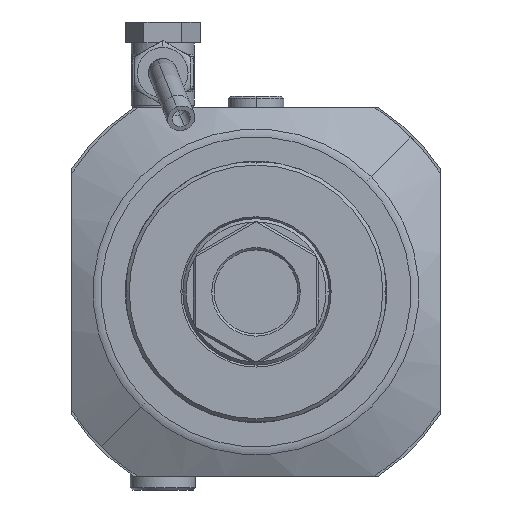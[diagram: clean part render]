
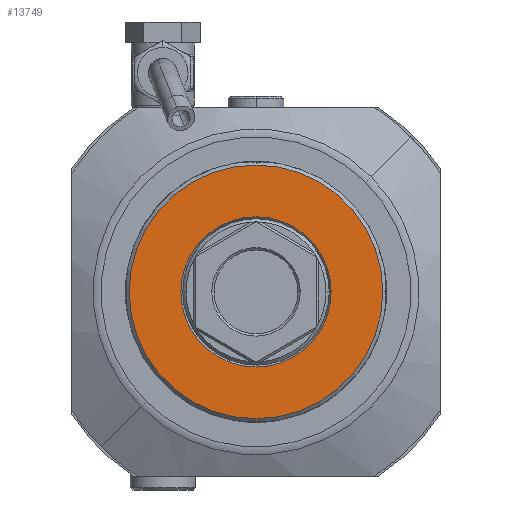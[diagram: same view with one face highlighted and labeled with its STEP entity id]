
A CAD part, left-side view. The second image highlights one B-rep face of the part: STEP entity #13749.
In plain terms, the highlighted planar face has unit normal (-1, 0, 0).
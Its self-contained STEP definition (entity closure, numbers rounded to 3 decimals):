
#2917=CARTESIAN_POINT('',(-24.,0.,0.));
#2918=DIRECTION('',(-1.,0.,0.));
#2919=DIRECTION('',(0.,1.,0.));
#2920=AXIS2_PLACEMENT_3D('',#2917,#2918,#2919);
#2922=CARTESIAN_POINT('',(-24.,0.,0.));
#2923=DIRECTION('',(-1.,0.,0.));
#2924=DIRECTION('',(0.,-1.,0.));
#2925=AXIS2_PLACEMENT_3D('',#2922,#2923,#2924);
#2927=CARTESIAN_POINT('',(-24.,0.,0.));
#2928=DIRECTION('',(1.,0.,0.));
#2929=DIRECTION('',(0.,1.,0.));
#2930=AXIS2_PLACEMENT_3D('',#2927,#2928,#2929);
#2932=CARTESIAN_POINT('',(-24.,0.,0.));
#2933=DIRECTION('',(1.,0.,0.));
#2934=DIRECTION('',(0.,-1.,0.));
#2935=AXIS2_PLACEMENT_3D('',#2932,#2933,#2934);
#9208=CARTESIAN_POINT('',(-24.,16.116,0.));
#9209=CARTESIAN_POINT('',(-24.,-16.116,0.));
#9210=VERTEX_POINT('',#9208);
#9211=VERTEX_POINT('',#9209);
#9212=CARTESIAN_POINT('',(-24.,27.2,0.));
#9213=CARTESIAN_POINT('',(-24.,-27.2,0.));
#9214=VERTEX_POINT('',#9212);
#9215=VERTEX_POINT('',#9213);
#13734=CARTESIAN_POINT('',(-24.,0.,0.));
#13735=DIRECTION('',(-1.,0.,0.));
#13736=DIRECTION('',(0.,1.,0.));
#13737=AXIS2_PLACEMENT_3D('',#13734,#13735,#13736);
#13738=PLANE('',#13737);
#13739=ORIENTED_EDGE('',*,*,#13529,.F.);
#13740=ORIENTED_EDGE('',*,*,#13332,.F.);
#13741=EDGE_LOOP('',(#13739,#13740));
#13742=FACE_OUTER_BOUND('',#13741,.F.);
#13744=ORIENTED_EDGE('',*,*,#13743,.F.);
#13746=ORIENTED_EDGE('',*,*,#13745,.F.);
#13747=EDGE_LOOP('',(#13744,#13746));
#13748=FACE_BOUND('',#13747,.F.);
#2921=CIRCLE('',#2920,27.2);
#2926=CIRCLE('',#2925,27.2);
#2931=CIRCLE('',#2930,16.116);
#2936=CIRCLE('',#2935,16.116);
#13332=EDGE_CURVE('',#9215,#9214,#2926,.T.);
#13529=EDGE_CURVE('',#9214,#9215,#2921,.T.);
#13743=EDGE_CURVE('',#9210,#9211,#2931,.T.);
#13745=EDGE_CURVE('',#9211,#9210,#2936,.T.);
#13749=ADVANCED_FACE('',(#13742,#13748),#13738,.T.);
